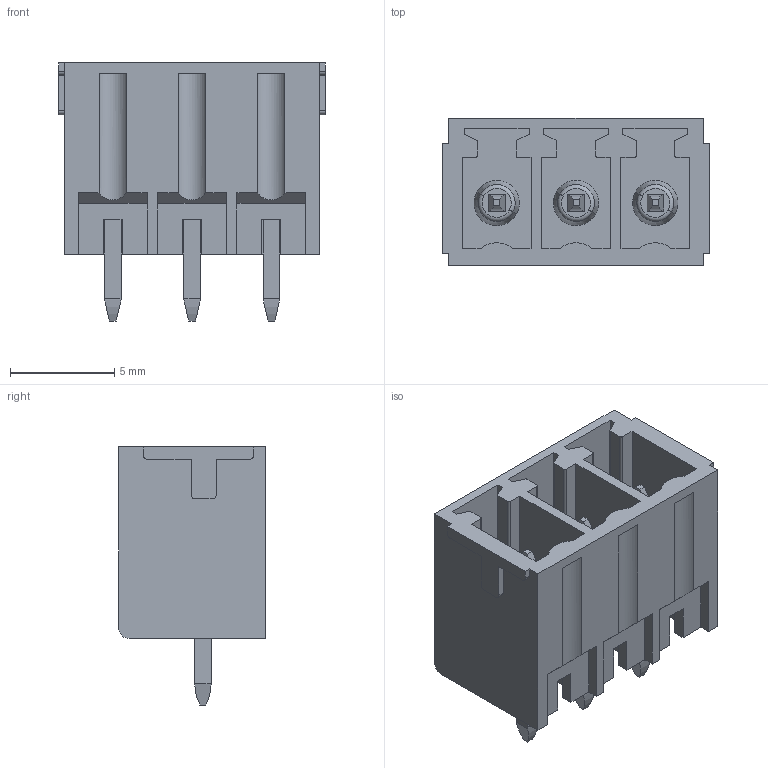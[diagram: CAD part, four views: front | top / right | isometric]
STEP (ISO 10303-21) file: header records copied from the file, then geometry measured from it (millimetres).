
FILE_DESCRIPTION(('CATIA V5 STEP Exchange','CAx-IF Rec.Pracs.--- Model Styling and Organization---1.4--- 2014-01-23'),'2;1');
FILE_NAME ('D1486517_0_1793620000_1793620000.stp','2021-05-19T13:11:27+00:00',('none'),('Weidmueller'),'CATIA Version 5-6 Release 2016 SP3 HF44','CATIA V5 STEP AP214','none');
FILE_SCHEMA(('AUTOMOTIVE_DESIGN { 1 0 10303 214 1 1 1 1 }'));
Length unit declared in the file: millimetre
Products named in the file (1): 1793620000
Bounding box: 12.82 x 7.05 x 12.4 mm (x, y, z)
Volume: 374.8 mm3; surface area: 1223 mm2
Topology: 4 solids, 4 shells, 254 faces, 725 edges, 488 vertices
Faces by surface type: plane 185, cylinder 57, cone 6, torus 6
Entity records: 8303 total; most frequent: CARTESIAN_POINT 1665, ORIENTED_EDGE 1450, DIRECTION 1073, EDGE_CURVE 725, VECTOR 575, LINE 575, VERTEX_POINT 488, AXIS2_PLACEMENT_3D 308
